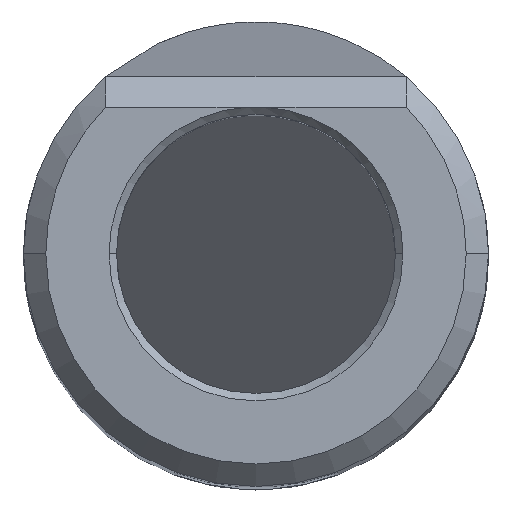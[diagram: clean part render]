
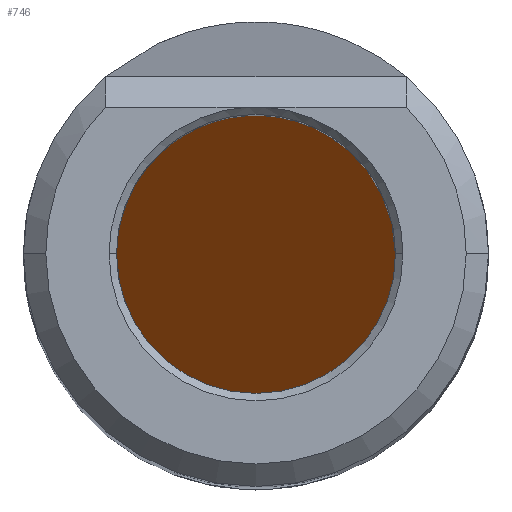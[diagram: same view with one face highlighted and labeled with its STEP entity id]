
A CAD part, top view. The second image highlights one B-rep face of the part: STEP entity #746.
In plain terms, the highlighted planar face has unit normal (0, -0.707, 0.707).
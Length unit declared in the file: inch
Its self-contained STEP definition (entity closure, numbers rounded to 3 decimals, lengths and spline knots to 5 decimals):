
#79 =( BOUNDED_CURVE ( )  B_SPLINE_CURVE ( 3, ( #840, #566, #313, #834 ),
 .UNSPECIFIED., .F., .T. ) 
 B_SPLINE_CURVE_WITH_KNOTS ( ( 4, 4 ),
 ( 1.5708, 4.71239 ),
 .UNSPECIFIED. ) 
 CURVE ( )  GEOMETRIC_REPRESENTATION_ITEM ( )  RATIONAL_B_SPLINE_CURVE ( ( 1., 0.333, 0.333, 1. ) ) 
 REPRESENTATION_ITEM ( '' )  );
#86 = DIRECTION ( 'NONE',  ( 0., -0.707, 0.707 ) ) ;
#132 = EDGE_LOOP ( 'NONE', ( #711, #315 ) ) ;
#182 = CARTESIAN_POINT ( 'NONE',  ( -0.1875, 0., -1.0295 ) ) ;
#200 = EDGE_CURVE ( 'NONE', #778, #750, #79, .T. ) ;
#227 = PLANE ( 'NONE',  #396 ) ;
#290 = CARTESIAN_POINT ( 'NONE',  ( -0.31258, 0.1875, -0.842 ) ) ;
#294 =( BOUNDED_CURVE ( )  B_SPLINE_CURVE ( 3, ( #782, #505, #839, #182 ),
 .UNSPECIFIED., .F., .T. ) 
 B_SPLINE_CURVE_WITH_KNOTS ( ( 4, 4 ),
 ( 4.71239, 7.85398 ),
 .UNSPECIFIED. ) 
 CURVE ( )  GEOMETRIC_REPRESENTATION_ITEM ( )  RATIONAL_B_SPLINE_CURVE ( ( 1., 0.333, 0.333, 1. ) ) 
 REPRESENTATION_ITEM ( '' )  );
#313 = CARTESIAN_POINT ( 'NONE',  ( 0.1875, -0.375, -1.4045 ) ) ;
#315 = ORIENTED_EDGE ( 'NONE', *, *, #200, .T. ) ;
#396 = AXIS2_PLACEMENT_3D ( 'NONE', #290, #86, #552 ) ;
#505 = CARTESIAN_POINT ( 'NONE',  ( 0.1875, 0.375, -0.6545 ) ) ;
#552 = DIRECTION ( 'NONE',  ( 0., -0.707, -0.707 ) ) ;
#566 = CARTESIAN_POINT ( 'NONE',  ( -0.1875, -0.375, -1.4045 ) ) ;
#609 = CARTESIAN_POINT ( 'NONE',  ( 0.1875, 0., -1.0295 ) ) ;
#620 = CARTESIAN_POINT ( 'NONE',  ( -0.1875, 0., -1.0295 ) ) ;
#682 = FACE_OUTER_BOUND ( 'NONE', #132, .T. ) ;
#711 = ORIENTED_EDGE ( 'NONE', *, *, #845, .T. ) ;
#746 = ADVANCED_FACE ( 'NONE', ( #682 ), #227, .T. ) ;
#750 = VERTEX_POINT ( 'NONE', #609 ) ;
#778 = VERTEX_POINT ( 'NONE', #620 ) ;
#782 = CARTESIAN_POINT ( 'NONE',  ( 0.1875, 0., -1.0295 ) ) ;
#834 = CARTESIAN_POINT ( 'NONE',  ( 0.1875, 0., -1.0295 ) ) ;
#839 = CARTESIAN_POINT ( 'NONE',  ( -0.1875, 0.375, -0.6545 ) ) ;
#840 = CARTESIAN_POINT ( 'NONE',  ( -0.1875, 0., -1.0295 ) ) ;
#845 = EDGE_CURVE ( 'NONE', #750, #778, #294, .T. ) ;
